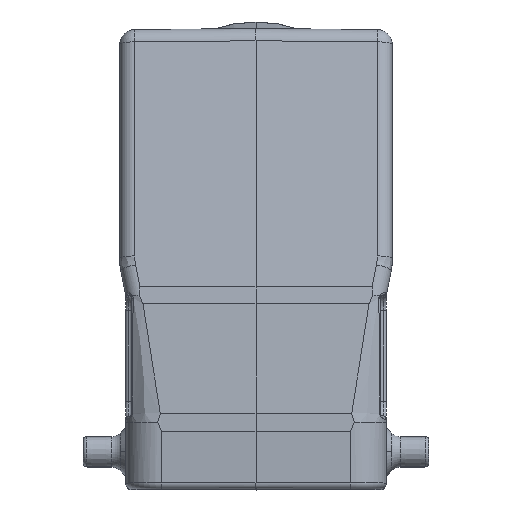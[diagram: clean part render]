
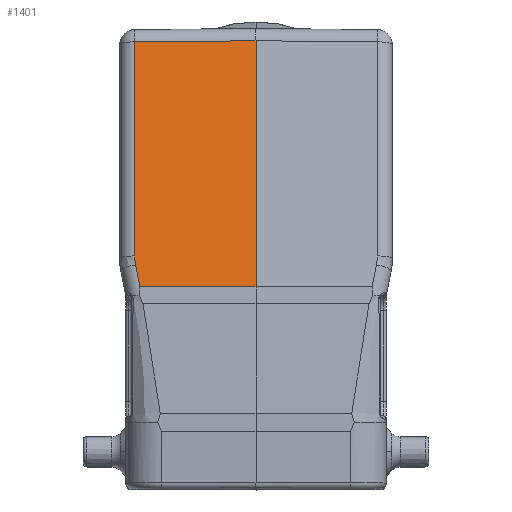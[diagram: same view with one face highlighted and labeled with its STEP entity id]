
A CAD part, top view. The second image highlights one B-rep face of the part: STEP entity #1401.
In plain terms, the highlighted planar face has unit normal (-0.009, 0.19, 0.982).
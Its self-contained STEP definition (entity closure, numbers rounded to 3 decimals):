
#746=PLANE('',#12107);
#1401=ADVANCED_FACE('',(#2095),#746,.T.);
#2095=FACE_OUTER_BOUND('',#2805,.T.);
#2805=EDGE_LOOP('',(#8332,#8333,#8334,#8335,#8336,#8337));
#3680=B_SPLINE_CURVE_WITH_KNOTS('',3,(#25275,#25276,#25277,#25278),
 .UNSPECIFIED.,.F.,.F.,(4,4),(0.,1.),.UNSPECIFIED.);
#4208=LINE('',#23979,#4993);
#4435=LINE('',#25271,#5223);
#4436=LINE('',#25295,#5224);
#4437=LINE('',#25297,#5225);
#4438=LINE('',#25299,#5226);
#4993=VECTOR('',#14201,1.);
#5223=VECTOR('',#14827,1.);
#5224=VECTOR('',#14832,1.);
#5225=VECTOR('',#14833,1.);
#5226=VECTOR('',#14834,1.);
#8332=ORIENTED_EDGE('',*,*,#11075,.F.);
#8333=ORIENTED_EDGE('',*,*,#10742,.T.);
#8334=ORIENTED_EDGE('',*,*,#11072,.F.);
#8335=ORIENTED_EDGE('',*,*,#11074,.T.);
#8336=ORIENTED_EDGE('',*,*,#11076,.T.);
#8337=ORIENTED_EDGE('',*,*,#11077,.T.);
#9277=VERTEX_POINT('',#23976);
#9278=VERTEX_POINT('',#23980);
#9476=VERTEX_POINT('',#25270);
#9477=VERTEX_POINT('',#25274);
#9478=VERTEX_POINT('',#25296);
#9479=VERTEX_POINT('',#25298);
#10742=EDGE_CURVE('',#9278,#9277,#4208,.T.);
#11072=EDGE_CURVE('',#9476,#9277,#4435,.T.);
#11074=EDGE_CURVE('',#9476,#9477,#3680,.T.);
#11075=EDGE_CURVE('',#9278,#9478,#4436,.T.);
#11076=EDGE_CURVE('',#9477,#9479,#4437,.T.);
#11077=EDGE_CURVE('',#9479,#9478,#4438,.T.);
#12107=AXIS2_PLACEMENT_3D('',#25300,#14835,#14836);
#14201=DIRECTION('',(-1.,-0.009,-0.007));
#14827=DIRECTION('',(0.,0.982,-0.19));
#14832=DIRECTION('',(0.,-0.982,0.19));
#14833=DIRECTION('',(0.193,-0.963,0.188));
#14834=DIRECTION('',(1.,0.,0.009));
#14835=DIRECTION('',(-0.009,0.19,0.982));
#14836=DIRECTION('',(0.,-0.982,0.19));
#23976=CARTESIAN_POINT('',(-20.022,19.215,36.497));
#23979=CARTESIAN_POINT('',(0.,19.39,36.641));
#23980=CARTESIAN_POINT('',(0.,19.39,36.641));
#25270=CARTESIAN_POINT('',(-20.022,-16.12,43.323));
#25271=CARTESIAN_POINT('',(-20.022,-16.12,43.323));
#25274=CARTESIAN_POINT('',(-19.876,-17.591,43.609));
#25275=CARTESIAN_POINT('',(-20.022,-16.12,43.323));
#25276=CARTESIAN_POINT('',(-20.022,-16.614,43.419));
#25277=CARTESIAN_POINT('',(-19.973,-17.107,43.514));
#25278=CARTESIAN_POINT('',(-19.876,-17.591,43.609));
#25295=CARTESIAN_POINT('',(0.,19.39,36.641));
#25296=CARTESIAN_POINT('',(0.,-21.241,44.49));
#25297=CARTESIAN_POINT('',(-19.876,-17.591,43.609));
#25298=CARTESIAN_POINT('',(-19.146,-21.241,44.32));
#25299=CARTESIAN_POINT('',(-19.146,-21.241,44.32));
#25300=CARTESIAN_POINT('',(0.,-22.585,44.75));
